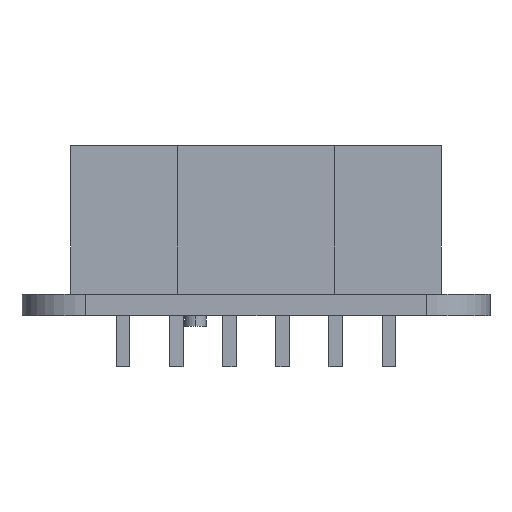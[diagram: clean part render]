
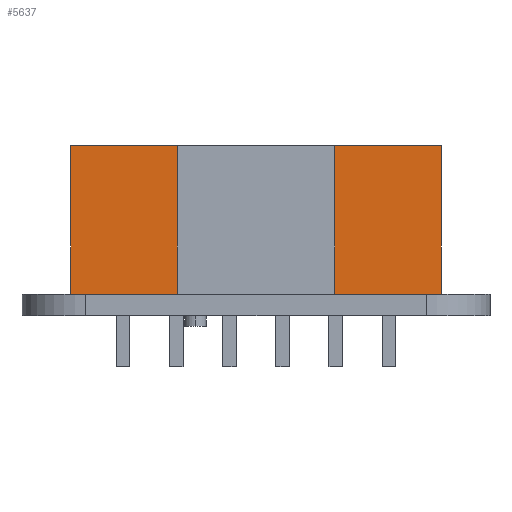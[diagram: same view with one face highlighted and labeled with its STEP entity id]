
A CAD part, left-side view. The second image highlights one B-rep face of the part: STEP entity #5637.
In plain terms, the highlighted face is planar.
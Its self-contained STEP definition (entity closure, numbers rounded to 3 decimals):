
#4895 = VERTEX_POINT('',#4896);
#4896 = CARTESIAN_POINT('',(-8.7,0.,-2.875));
#4902 = EDGE_CURVE('',#4903,#4895,#4905,.T.);
#4903 = VERTEX_POINT('',#4904);
#4904 = CARTESIAN_POINT('',(8.7,0.,-2.875));
#4905 = LINE('',#4906,#4907);
#4906 = CARTESIAN_POINT('',(8.7,0.,-2.875));
#4907 = VECTOR('',#4908,1.);
#4908 = DIRECTION('',(-1.,0.,0.));
#5332 = EDGE_CURVE('',#4903,#5333,#5335,.T.);
#5333 = VERTEX_POINT('',#5334);
#5334 = CARTESIAN_POINT('',(8.7,7.,-2.875));
#5335 = LINE('',#5336,#5337);
#5336 = CARTESIAN_POINT('',(8.7,0.,-2.875));
#5337 = VECTOR('',#5338,1.);
#5338 = DIRECTION('',(0.,1.,0.));
#5619 = VERTEX_POINT('',#5620);
#5620 = CARTESIAN_POINT('',(-8.7,7.,-2.875));
#5626 = EDGE_CURVE('',#4895,#5619,#5627,.T.);
#5627 = LINE('',#5628,#5629);
#5628 = CARTESIAN_POINT('',(-8.7,0.,-2.875));
#5629 = VECTOR('',#5630,1.);
#5630 = DIRECTION('',(0.,1.,0.));
#5637 = ADVANCED_FACE('',(#5638),#5649,.F.);
#5638 = FACE_BOUND('',#5639,.T.);
#5639 = EDGE_LOOP('',(#5640,#5641,#5647,#5648));
#5640 = ORIENTED_EDGE('',*,*,#5626,.T.);
#5641 = ORIENTED_EDGE('',*,*,#5642,.F.);
#5642 = EDGE_CURVE('',#5333,#5619,#5643,.T.);
#5643 = LINE('',#5644,#5645);
#5644 = CARTESIAN_POINT('',(8.7,7.,-2.875));
#5645 = VECTOR('',#5646,1.);
#5646 = DIRECTION('',(-1.,0.,0.));
#5647 = ORIENTED_EDGE('',*,*,#5332,.F.);
#5648 = ORIENTED_EDGE('',*,*,#4902,.T.);
#5649 = PLANE('',#5650);
#5650 = AXIS2_PLACEMENT_3D('',#5651,#5652,#5653);
#5651 = CARTESIAN_POINT('',(8.7,0.,-2.875));
#5652 = DIRECTION('',(0.,0.,1.));
#5653 = DIRECTION('',(1.,0.,0.));
